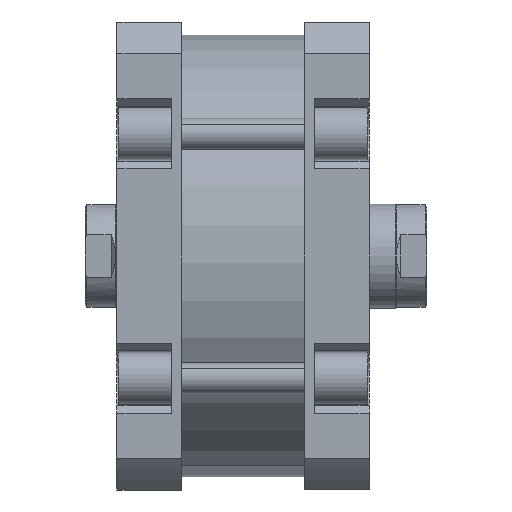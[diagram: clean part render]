
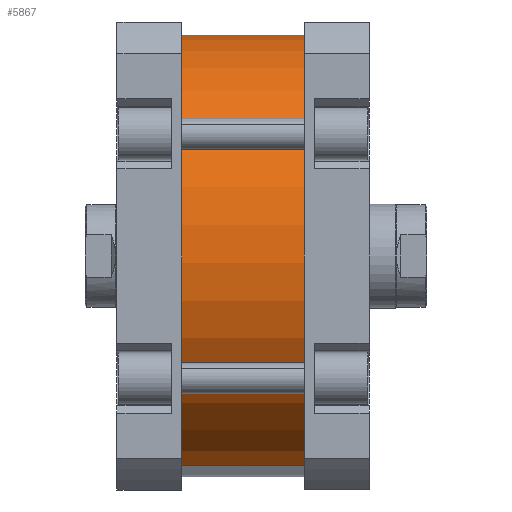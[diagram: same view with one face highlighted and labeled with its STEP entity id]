
A CAD part, front view. The second image highlights one B-rep face of the part: STEP entity #5867.
In plain terms, the highlighted cylindrical face has radius 85 mm (diameter 170 mm), a partial arc.
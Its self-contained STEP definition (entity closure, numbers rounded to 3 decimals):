
#39 = CARTESIAN_POINT ( 'NONE',  ( 0., 0., 47. ) ) ;
#57 = EDGE_LOOP ( 'NONE', ( #4005, #4003, #4000, #4004 ) ) ;
#233 = VERTEX_POINT ( 'NONE', #6190 ) ;
#234 = VERTEX_POINT ( 'NONE', #6191 ) ;
#235 = VERTEX_POINT ( 'NONE', #6192 ) ;
#243 = VERTEX_POINT ( 'NONE', #6196 ) ;
#602 = EDGE_CURVE ( 'NONE', #233, #235, #4766, .T. ) ;
#655 = EDGE_CURVE ( 'NONE', #234, #243, #4844, .T. ) ;
#659 = EDGE_CURVE ( 'NONE', #234, #233, #4847, .T. ) ;
#722 = EDGE_CURVE ( 'NONE', #243, #235, #1186, .T. ) ;
#850 = AXIS2_PLACEMENT_3D ( 'NONE', #5660, #5606, #5708 ) ;
#872 = AXIS2_PLACEMENT_3D ( 'NONE', #39, #2508, #2509 ) ;
#1063 = AXIS2_PLACEMENT_3D ( 'NONE', #3295, #3294, #3293 ) ;
#1186 = LINE ( 'NONE', #2668, #1190 ) ;
#1190 = VECTOR ( 'NONE', #2678, 1000. ) ;
#1480 = CYLINDRICAL_SURFACE ( 'NONE', #1063, 85. ) ;
#1481 = FACE_OUTER_BOUND ( 'NONE', #57, .T. ) ;
#2508 = DIRECTION ( 'NONE',  ( 0., 0., 1. ) ) ;
#2509 = DIRECTION ( 'NONE',  ( 1., 0., 0. ) ) ;
#2514 = CARTESIAN_POINT ( 'NONE',  ( -85., 0., 47. ) ) ;
#2519 = DIRECTION ( 'NONE',  ( 0., 0., -1. ) ) ;
#2668 = CARTESIAN_POINT ( 'NONE',  ( 85., 0., 47. ) ) ;
#2678 = DIRECTION ( 'NONE',  ( 0., 0., -1. ) ) ;
#3293 = DIRECTION ( 'NONE',  ( -1., 0., 0. ) ) ;
#3294 = DIRECTION ( 'NONE',  ( 0., 0., -1. ) ) ;
#3295 = CARTESIAN_POINT ( 'NONE',  ( 0., 0., 47. ) ) ;
#4000 = ORIENTED_EDGE ( 'NONE', *, *, #659, .T. ) ;
#4003 = ORIENTED_EDGE ( 'NONE', *, *, #655, .F. ) ;
#4004 = ORIENTED_EDGE ( 'NONE', *, *, #602, .T. ) ;
#4005 = ORIENTED_EDGE ( 'NONE', *, *, #722, .F. ) ;
#4766 = CIRCLE ( 'NONE', #850, 85. ) ;
#4831 = VECTOR ( 'NONE', #2519, 1000. ) ;
#4844 = CIRCLE ( 'NONE', #872, 85. ) ;
#4847 = LINE ( 'NONE', #2514, #4831 ) ;
#5606 = DIRECTION ( 'NONE',  ( 0., 0., 1. ) ) ;
#5660 = CARTESIAN_POINT ( 'NONE',  ( 0., 0., 0. ) ) ;
#5708 = DIRECTION ( 'NONE',  ( 1., 0., 0. ) ) ;
#5867 = ADVANCED_FACE ( 'NONE', ( #1481 ), #1480, .T. ) ;
#6190 = CARTESIAN_POINT ( 'NONE',  ( -85., 0., 0. ) ) ;
#6191 = CARTESIAN_POINT ( 'NONE',  ( -85., 0., 47. ) ) ;
#6192 = CARTESIAN_POINT ( 'NONE',  ( 85., 0., 0. ) ) ;
#6196 = CARTESIAN_POINT ( 'NONE',  ( 85., 0., 47. ) ) ;
